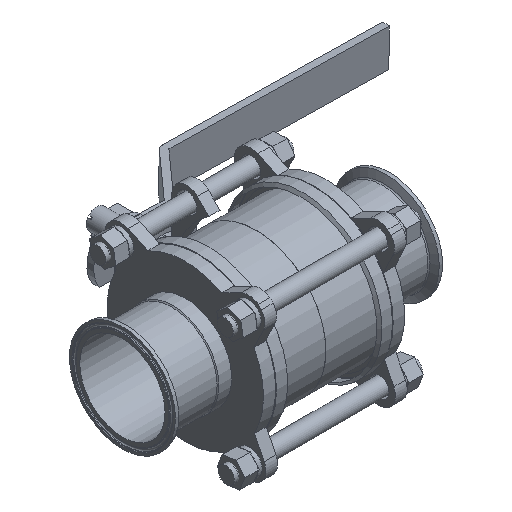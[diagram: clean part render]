
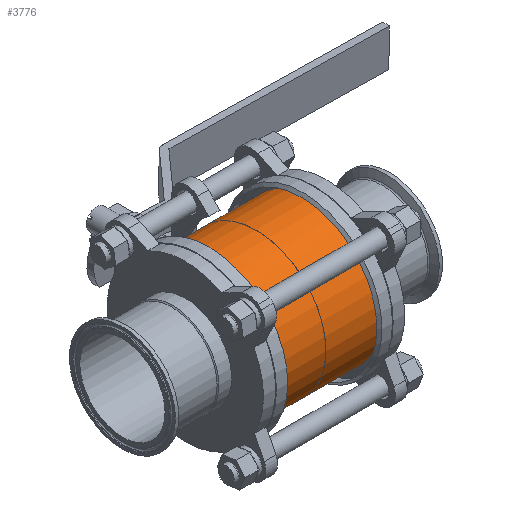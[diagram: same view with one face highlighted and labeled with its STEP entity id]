
A CAD part, isometric view. The second image highlights one B-rep face of the part: STEP entity #3776.
In plain terms, the highlighted cylindrical face has radius 60.135 mm (diameter 120.269 mm), a full revolution.
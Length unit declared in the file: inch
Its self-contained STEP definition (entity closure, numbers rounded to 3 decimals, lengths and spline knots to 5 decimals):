
#244=FACE_BOUND('',#1202,.T.);
#368=LINE('',#6439,#641);
#641=VECTOR('',#5052,2.3675);
#837=B_SPLINE_CURVE_WITH_KNOTS('',3,(#6328,#6329,#6330,#6331,#6332,#6333,
#6334,#6335,#6336,#6337),.UNSPECIFIED.,.F.,.F.,(4,2,2,2,4),(0.,0.50172,
1.00345,1.50513,2.00681),.UNSPECIFIED.);
#838=B_SPLINE_CURVE_WITH_KNOTS('',3,(#6338,#6339,#6340,#6341,#6342,#6343,
#6344,#6345,#6346,#6347,#6348,#6349,#6350,#6351,#6352,#6353,#6354,#6355,
#6356,#6357,#6358,#6359,#6360,#6361,#6362,#6363),.UNSPECIFIED.,.F.,.F.,
(4,2,2,2,2,2,2,2,2,2,2,2,4),(2.00681,2.50849,3.01017,
3.51189,4.01361,4.51534,5.01706,5.51874,
6.02042,6.5221,7.02378,7.52551,8.02723),
 .UNSPECIFIED.);
#862=CYLINDRICAL_SURFACE('',#4336,2.3675);
#974=FACE_OUTER_BOUND('',#1201,.T.);
#1201=EDGE_LOOP('',(#2854,#2855,#2856,#2857,#2858,#2859));
#1202=EDGE_LOOP('',(#2860,#2861));
#1450=CIRCLE('',#4334,2.3675);
#1451=CIRCLE('',#4335,2.3675);
#1452=CIRCLE('',#4337,2.3675);
#1453=CIRCLE('',#4338,2.3675);
#1721=VERTEX_POINT('',#6326);
#1722=VERTEX_POINT('',#6327);
#1743=VERTEX_POINT('',#6433);
#1744=VERTEX_POINT('',#6434);
#1745=VERTEX_POINT('',#6438);
#1746=VERTEX_POINT('',#6440);
#2129=EDGE_CURVE('',#1721,#1722,#837,.T.);
#2130=EDGE_CURVE('',#1722,#1721,#838,.T.);
#2163=EDGE_CURVE('',#1743,#1744,#1450,.T.);
#2164=EDGE_CURVE('',#1744,#1743,#1451,.T.);
#2165=EDGE_CURVE('',#1744,#1745,#368,.T.);
#2166=EDGE_CURVE('',#1746,#1745,#1452,.T.);
#2167=EDGE_CURVE('',#1745,#1746,#1453,.T.);
#2854=ORIENTED_EDGE('',*,*,#2163,.T.);
#2855=ORIENTED_EDGE('',*,*,#2165,.T.);
#2856=ORIENTED_EDGE('',*,*,#2166,.F.);
#2857=ORIENTED_EDGE('',*,*,#2167,.F.);
#2858=ORIENTED_EDGE('',*,*,#2165,.F.);
#2859=ORIENTED_EDGE('',*,*,#2164,.T.);
#2860=ORIENTED_EDGE('',*,*,#2129,.T.);
#2861=ORIENTED_EDGE('',*,*,#2130,.T.);
#3776=ADVANCED_FACE('',(#974,#244),#862,.F.);
#4334=AXIS2_PLACEMENT_3D('',#6435,#5046,#5047);
#4335=AXIS2_PLACEMENT_3D('',#6436,#5048,#5049);
#4336=AXIS2_PLACEMENT_3D('',#6437,#5050,#5051);
#4337=AXIS2_PLACEMENT_3D('',#6441,#5053,#5054);
#4338=AXIS2_PLACEMENT_3D('',#6442,#5055,#5056);
#5046=DIRECTION('center_axis',(1.,0.,0.));
#5047=DIRECTION('ref_axis',(0.,0.,-1.));
#5048=DIRECTION('center_axis',(1.,0.,0.));
#5049=DIRECTION('ref_axis',(0.,0.,-1.));
#5050=DIRECTION('center_axis',(1.,0.,0.));
#5051=DIRECTION('ref_axis',(0.,1.,0.));
#5052=DIRECTION('',(-1.,0.,0.));
#5053=DIRECTION('center_axis',(1.,0.,0.));
#5054=DIRECTION('ref_axis',(0.,0.,-1.));
#5055=DIRECTION('center_axis',(1.,0.,0.));
#5056=DIRECTION('ref_axis',(0.,0.,-1.));
#6326=CARTESIAN_POINT('',(1.97,2.30912,0.5225));
#6327=CARTESIAN_POINT('',(2.4925,2.3675,0.));
#6328=CARTESIAN_POINT('Ctrl Pts',(1.97,2.30912,0.5225));
#6329=CARTESIAN_POINT('Ctrl Pts',(2.03584,2.30912,0.5225));
#6330=CARTESIAN_POINT('Ctrl Pts',(2.10592,2.31223,0.5093));
#6331=CARTESIAN_POINT('Ctrl Pts',(2.23459,2.32335,0.45591));
#6332=CARTESIAN_POINT('Ctrl Pts',(2.29319,2.33118,0.41573));
#6333=CARTESIAN_POINT('Ctrl Pts',(2.38573,2.3458,0.3232));
#6334=CARTESIAN_POINT('Ctrl Pts',(2.42591,2.35355,0.26459));
#6335=CARTESIAN_POINT('Ctrl Pts',(2.4793,2.36448,0.13592));
#6336=CARTESIAN_POINT('Ctrl Pts',(2.4925,2.3675,0.06584));
#6337=CARTESIAN_POINT('Ctrl Pts',(2.4925,2.3675,0.));
#6338=CARTESIAN_POINT('Ctrl Pts',(2.4925,2.3675,0.));
#6339=CARTESIAN_POINT('Ctrl Pts',(2.4925,2.3675,-0.06584));
#6340=CARTESIAN_POINT('Ctrl Pts',(2.4793,2.36448,-0.13592));
#6341=CARTESIAN_POINT('Ctrl Pts',(2.42591,2.35355,-0.26459));
#6342=CARTESIAN_POINT('Ctrl Pts',(2.38573,2.3458,-0.3232));
#6343=CARTESIAN_POINT('Ctrl Pts',(2.29319,2.33118,-0.41573));
#6344=CARTESIAN_POINT('Ctrl Pts',(2.23459,2.32335,-0.45591));
#6345=CARTESIAN_POINT('Ctrl Pts',(2.10592,2.31223,-0.5093));
#6346=CARTESIAN_POINT('Ctrl Pts',(2.03584,2.30912,-0.5225));
#6347=CARTESIAN_POINT('Ctrl Pts',(1.90416,2.30912,-0.5225));
#6348=CARTESIAN_POINT('Ctrl Pts',(1.83408,2.31223,-0.5093));
#6349=CARTESIAN_POINT('Ctrl Pts',(1.70541,2.32335,-0.45591));
#6350=CARTESIAN_POINT('Ctrl Pts',(1.64681,2.33118,-0.41573));
#6351=CARTESIAN_POINT('Ctrl Pts',(1.55427,2.3458,-0.3232));
#6352=CARTESIAN_POINT('Ctrl Pts',(1.51409,2.35355,-0.26459));
#6353=CARTESIAN_POINT('Ctrl Pts',(1.4607,2.36448,-0.13592));
#6354=CARTESIAN_POINT('Ctrl Pts',(1.4475,2.3675,-0.06584));
#6355=CARTESIAN_POINT('Ctrl Pts',(1.4475,2.3675,0.06584));
#6356=CARTESIAN_POINT('Ctrl Pts',(1.4607,2.36448,0.13592));
#6357=CARTESIAN_POINT('Ctrl Pts',(1.51409,2.35355,0.26459));
#6358=CARTESIAN_POINT('Ctrl Pts',(1.55427,2.3458,0.3232));
#6359=CARTESIAN_POINT('Ctrl Pts',(1.64681,2.33118,0.41573));
#6360=CARTESIAN_POINT('Ctrl Pts',(1.70541,2.32335,0.45591));
#6361=CARTESIAN_POINT('Ctrl Pts',(1.83408,2.31223,0.5093));
#6362=CARTESIAN_POINT('Ctrl Pts',(1.90416,2.30912,0.5225));
#6363=CARTESIAN_POINT('Ctrl Pts',(1.97,2.30912,0.5225));
#6433=CARTESIAN_POINT('',(3.84,2.3675,0.));
#6434=CARTESIAN_POINT('',(3.84,-2.3675,0.));
#6435=CARTESIAN_POINT('Origin',(3.84,0.,0.));
#6436=CARTESIAN_POINT('Origin',(3.84,0.,0.));
#6437=CARTESIAN_POINT('Origin',(1.97,0.,0.));
#6438=CARTESIAN_POINT('',(0.1,-2.3675,0.));
#6439=CARTESIAN_POINT('',(1.97,-2.3675,0.));
#6440=CARTESIAN_POINT('',(0.1,2.3675,0.));
#6441=CARTESIAN_POINT('Origin',(0.1,0.,0.));
#6442=CARTESIAN_POINT('Origin',(0.1,0.,0.));
